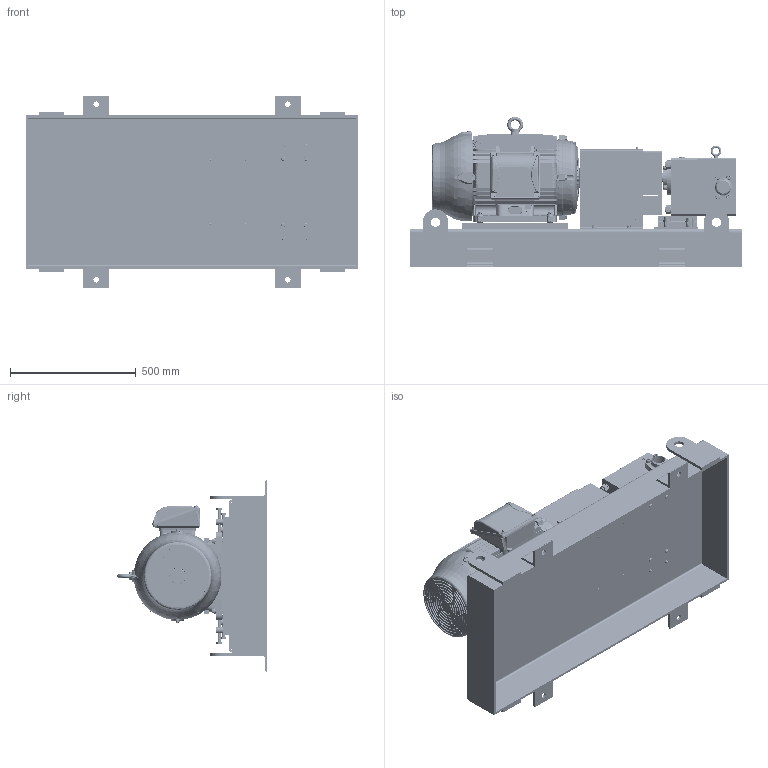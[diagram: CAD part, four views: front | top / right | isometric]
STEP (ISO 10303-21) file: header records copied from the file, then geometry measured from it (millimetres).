
FILE_DESCRIPTION (( 'STEP AP214' ), '1' );
FILE_NAME ('GPV-1415-033-U.STEP', '2019-10-08T15:54:42', ( '' ), ( '' ), 'SwSTEP 2.0', 'SolidWorks 2018', '' );
FILE_SCHEMA (( 'AUTOMOTIVE_DESIGN' ));
Length unit declared in the file: inch
Products named in the file (1): GPV-1415-033-U
Bounding box: 1320.8 x 597.1 x 762 mm (x, y, z)
Surface area: 7873142.9 mm2 (no closed solid volume)
Topology: 0 solids, 154 shells, 8131 faces, 20563 edges, 13092 vertices
Faces by surface type: plane 3290, cylinder 2415, cone 1332, bspline 985, torus 99, sphere 10
Entity records: 427618 total; most frequent: CARTESIAN_POINT 261327, ORIENTED_EDGE 41024, EDGE_CURVE 20515, B_SPLINE_CURVE_WITH_KNOTS 19973, DIRECTION 14296, VERTEX_POINT 13092, EDGE_LOOP 8863, FACE_OUTER_BOUND 8131
